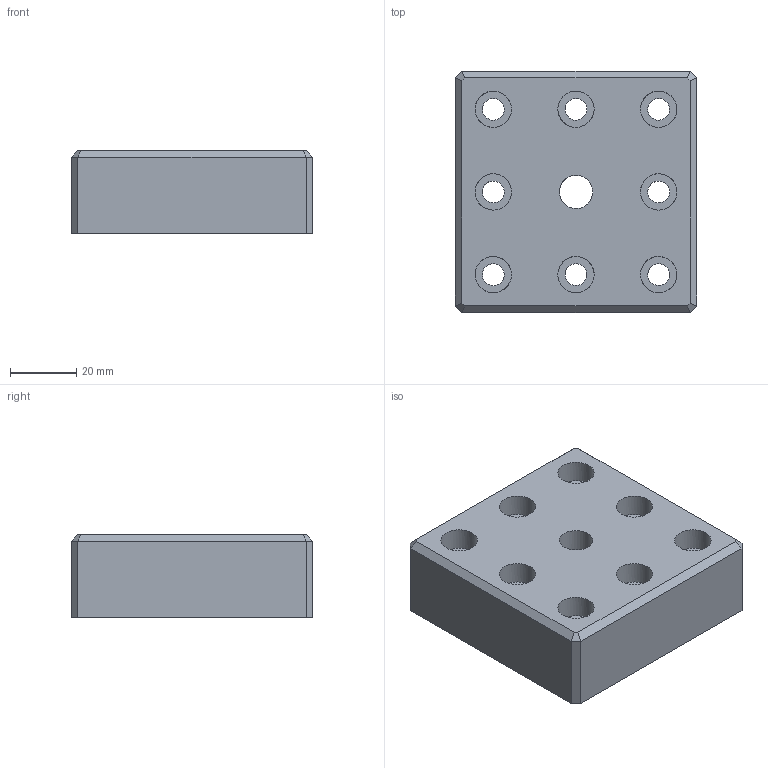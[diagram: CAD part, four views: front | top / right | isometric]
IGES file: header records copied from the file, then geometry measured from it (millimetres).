
Global section: file name: SZ0306V_A; native system: Autodesk Inventor 2015; preprocessor: unknown; author: C. Hanke; date: 20151123.122241; units: millimetre
Bounding box: 73 x 73 x 25 mm (x, y, z)
Volume: 120295.1 mm3; surface area: 22473.9 mm2
Topology: 1 solids, 1 shells, 43 faces, 108 edges, 75 vertices
Faces by surface type: bspline 43
